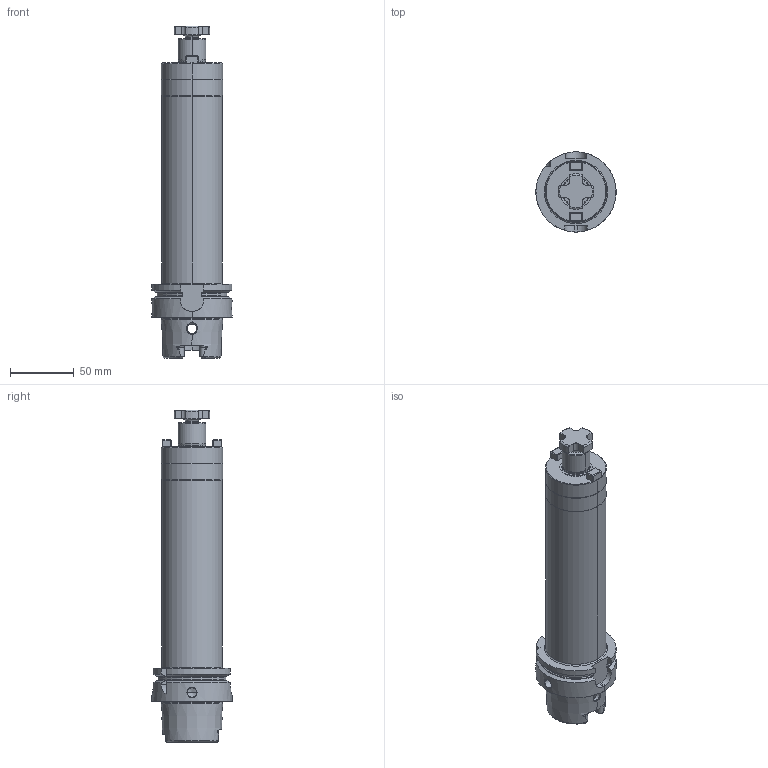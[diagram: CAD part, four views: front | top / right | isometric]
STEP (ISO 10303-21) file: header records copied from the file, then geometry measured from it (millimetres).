
FILE_DESCRIPTION((''),'2;1');
FILE_NAME('DEX','2021-07-14T13:09:53',('bassb'),(''),'CREO PARAMETRIC BY PTC INC, 2019030','CREO PARAMETRIC BY PTC INC, 2019030','');
FILE_SCHEMA(('AP242_MANAGED_MODEL_BASED_3D_ENGINEERING_MIM_LF { 1 0 10303 442 1 1 4 }'));
Length unit declared in the file: millimetre
Products named in the file (1): DEX
Bounding box: 63 x 63 x 260.9 mm (x, y, z)
Volume: 319815.3 mm3; surface area: 71819.5 mm2
Topology: 1 solids, 5 shells, 357 faces, 868 edges, 525 vertices
Faces by surface type: cylinder 107, plane 106, cone 94, torus 50
Entity records: 15475 total; most frequent: CARTESIAN_POINT 4436, DIRECTION 1810, ORIENTED_EDGE 1724, PRESENTATION_STYLE_ASSIGNMENT 866, STYLED_ITEM 866, CURVE_STYLE 865, EDGE_CURVE 862, AXIS2_PLACEMENT_3D 727
